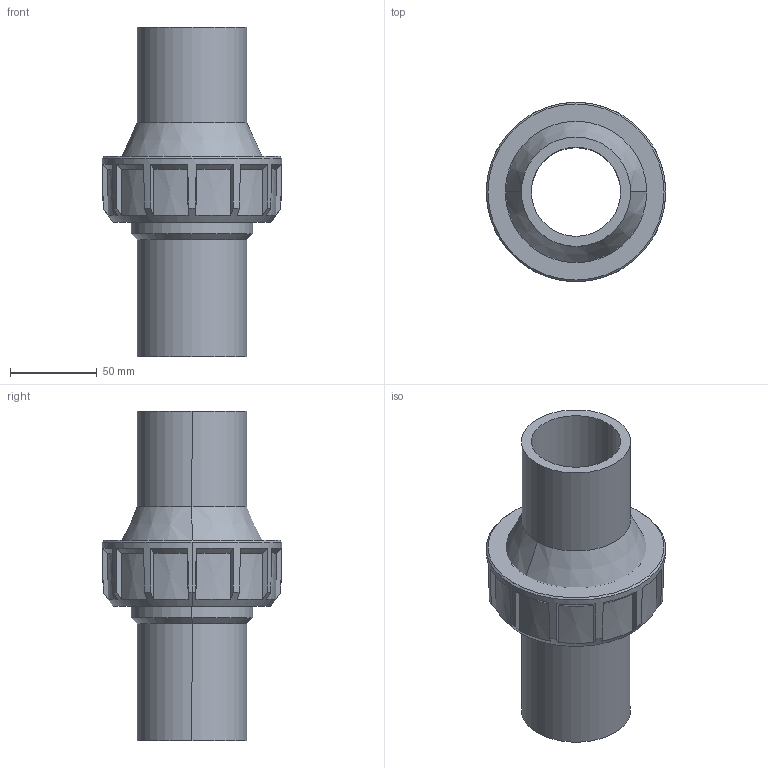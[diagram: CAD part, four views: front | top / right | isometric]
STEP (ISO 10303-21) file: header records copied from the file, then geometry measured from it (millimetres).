
FILE_DESCRIPTION(('STEP AP214'),'1');
FILE_NAME('bbml11063e.stp','2018-02-08T09:31:36',('TraceParts'),('TraceParts S.A.'),'Spatial InterOp 3D',' ',' ');
FILE_SCHEMA(('automotive_design'));
Length unit declared in the file: millimetre
Products named in the file (3): bbml11063e_1; bbml11063e_2; bbml11063e_3
Bounding box: 103.47 x 103.47 x 190 mm (x, y, z)
Volume: 396590.6 mm3; surface area: 109689.1 mm2
Topology: 3 solids, 3 shells, 84 faces, 218 edges, 142 vertices
Faces by surface type: cone 34, plane 32, cylinder 18
Entity records: 3302 total; most frequent: CARTESIAN_POINT 639, ORIENTED_EDGE 436, DIRECTION 390, EDGE_CURVE 218, AXIS2_PLACEMENT_3D 181, VERTEX_POINT 142, CIRCLE 94, EDGE_LOOP 92
